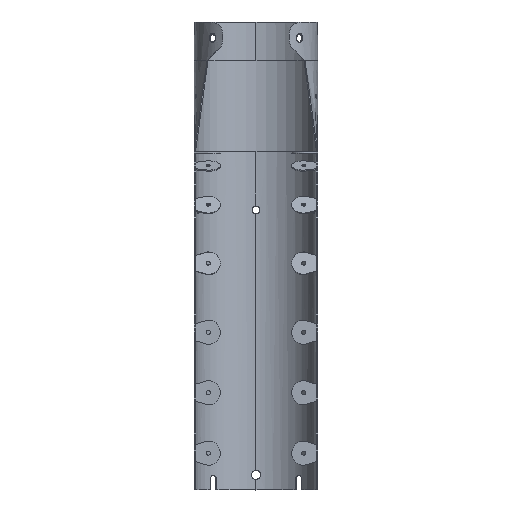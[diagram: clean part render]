
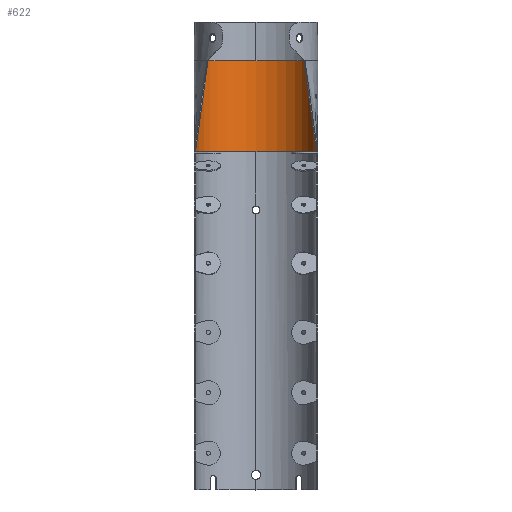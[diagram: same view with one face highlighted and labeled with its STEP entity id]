
A CAD part, top view. The second image highlights one B-rep face of the part: STEP entity #622.
In plain terms, the highlighted cylindrical face has radius 50 mm (diameter 100 mm), a partial arc.
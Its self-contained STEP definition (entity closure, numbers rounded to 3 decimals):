
#308=CYLINDRICAL_SURFACE('',#6699,50.);
#622=ADVANCED_FACE('',(#938),#308,.F.);
#938=FACE_OUTER_BOUND('',#1334,.F.);
#1334=EDGE_LOOP('',(#3075,#3076,#3077,#3078));
#3075=ORIENTED_EDGE('',*,*,#5136,.T.);
#3076=ORIENTED_EDGE('',*,*,#5114,.F.);
#3077=ORIENTED_EDGE('',*,*,#5134,.F.);
#3078=ORIENTED_EDGE('',*,*,#5122,.F.);
#3324=B_SPLINE_CURVE_WITH_KNOTS('',3,(#11290,#11291,#11292,#11293,#11294,
#11295),.UNSPECIFIED.,.F.,.F.,(4,1,1,4),(0.,0.389,0.611,
1.),.UNSPECIFIED.);
#3326=B_SPLINE_CURVE_WITH_KNOTS('',3,(#11302,#11303,#11304,#11305,#11306,
#11307),.UNSPECIFIED.,.F.,.F.,(4,1,1,4),(0.,0.389,0.611,
1.),.UNSPECIFIED.);
#5114=EDGE_CURVE('',#6018,#6015,#5454,.T.);
#5122=EDGE_CURVE('',#6007,#6010,#5456,.T.);
#5134=EDGE_CURVE('',#6010,#6018,#3324,.T.);
#5136=EDGE_CURVE('',#6007,#6015,#3326,.T.);
#5454=CIRCLE('',#6689,50.);
#5456=CIRCLE('',#6691,50.);
#6007=VERTEX_POINT('',#11119);
#6010=VERTEX_POINT('',#11122);
#6015=VERTEX_POINT('',#11127);
#6018=VERTEX_POINT('',#11130);
#6689=AXIS2_PLACEMENT_3D('',#11180,#8378,#8379);
#6691=AXIS2_PLACEMENT_3D('',#11228,#8382,#8383);
#6699=AXIS2_PLACEMENT_3D('',#11731,#8399,#8400);
#8378=DIRECTION('',(0.,1.,0.));
#8379=DIRECTION('',(1.,0.,0.));
#8382=DIRECTION('',(0.,-1.,0.));
#8383=DIRECTION('',(-1.,0.,0.));
#8399=DIRECTION('',(0.,1.,0.));
#8400=DIRECTION('',(1.,0.,0.));
#11119=CARTESIAN_POINT('',(110.558,-46.447,
-29.994));
#11122=CARTESIAN_POINT('',(210.558,-46.447,-29.994));
#11127=CARTESIAN_POINT('',(110.558,28.553,
-29.995));
#11130=CARTESIAN_POINT('',(210.559,28.553,
-29.995));
#11180=CARTESIAN_POINT('',(160.558,28.553,
-29.994));
#11228=CARTESIAN_POINT('',(160.558,-46.447,
-29.994));
#11290=CARTESIAN_POINT('',(210.558,-46.447,
-29.994));
#11291=CARTESIAN_POINT('',(210.558,-36.725,
-29.994));
#11292=CARTESIAN_POINT('',(210.559,-21.447,
-29.994));
#11293=CARTESIAN_POINT('',(210.559,3.553,-29.994));
#11294=CARTESIAN_POINT('',(210.559,18.831,
-29.994));
#11295=CARTESIAN_POINT('',(210.559,28.553,
-29.994));
#11302=CARTESIAN_POINT('',(110.558,-46.447,
-29.994));
#11303=CARTESIAN_POINT('',(110.558,-36.725,-29.994));
#11304=CARTESIAN_POINT('',(110.558,-21.447,
-29.994));
#11305=CARTESIAN_POINT('',(110.558,3.553,-29.994));
#11306=CARTESIAN_POINT('',(110.558,18.831,-29.994));
#11307=CARTESIAN_POINT('',(110.558,28.553,-29.994));
#11731=CARTESIAN_POINT('',(160.558,-46.447,
-29.994));
